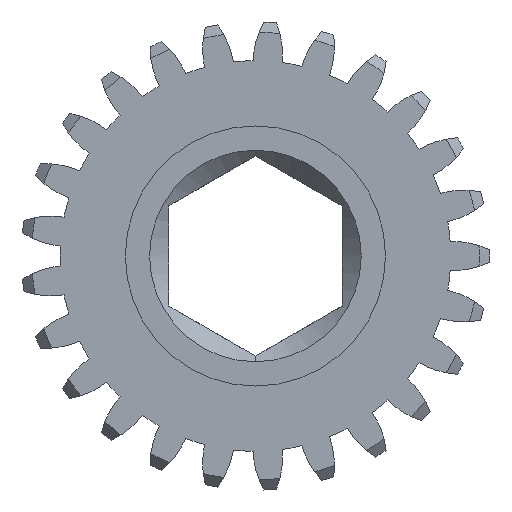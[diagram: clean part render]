
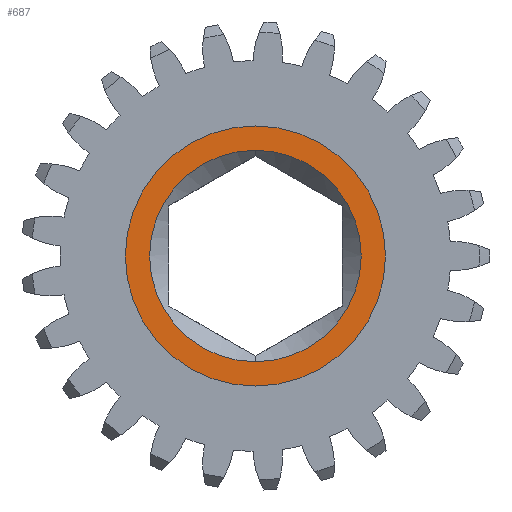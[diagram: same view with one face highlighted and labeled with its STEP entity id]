
A CAD part, left-side view. The second image highlights one B-rep face of the part: STEP entity #687.
In plain terms, the highlighted planar face has unit normal (-1, 0, 0).
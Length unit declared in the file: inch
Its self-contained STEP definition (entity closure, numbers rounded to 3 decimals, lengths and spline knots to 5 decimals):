
#360 = DIRECTION ( 'NONE',  ( 0., 0., 1. ) ) ;
#388 = EDGE_CURVE ( 'NONE', #5346, #1577, #976, .T. ) ;
#430 = ORIENTED_EDGE ( 'NONE', *, *, #388, .F. ) ;
#435 = CARTESIAN_POINT ( 'NONE',  ( -0.0625, 0., 0. ) ) ;
#687 = ADVANCED_FACE ( 'NONE', ( #1841, #1811 ), #5666, .F. ) ;
#962 = DIRECTION ( 'NONE',  ( 0., 0., -1. ) ) ;
#976 = CIRCLE ( 'NONE', #4018, 0.375 ) ;
#983 = CARTESIAN_POINT ( 'NONE',  ( -0.0625, 0., -0.305 ) ) ;
#996 = CARTESIAN_POINT ( 'NONE',  ( -0.0625, 0., 0. ) ) ;
#1027 = DIRECTION ( 'NONE',  ( 0., 0., 1. ) ) ;
#1083 = CARTESIAN_POINT ( 'NONE',  ( -0.0625, 0., 0. ) ) ;
#1140 = DIRECTION ( 'NONE',  ( 0., 0., -1. ) ) ;
#1501 = AXIS2_PLACEMENT_3D ( 'NONE', #6005, #3668, #360 ) ;
#1562 = AXIS2_PLACEMENT_3D ( 'NONE', #5127, #3243, #4666 ) ;
#1572 = DIRECTION ( 'NONE',  ( 1., 0., 0. ) ) ;
#1577 = VERTEX_POINT ( 'NONE', #2062 ) ;
#1811 = FACE_OUTER_BOUND ( 'NONE', #3632, .T. ) ;
#1841 = FACE_BOUND ( 'NONE', #5898, .T. ) ;
#2031 = DIRECTION ( 'NONE',  ( -1., 0., 0. ) ) ;
#2062 = CARTESIAN_POINT ( 'NONE',  ( -0.0625, 0., -0.375 ) ) ;
#2152 = EDGE_CURVE ( 'NONE', #5607, #4616, #2873, .T. ) ;
#2860 = AXIS2_PLACEMENT_3D ( 'NONE', #1083, #1572, #1140 ) ;
#2873 = CIRCLE ( 'NONE', #1501, 0.305 ) ;
#3091 = EDGE_CURVE ( 'NONE', #4616, #5607, #4611, .T. ) ;
#3243 = DIRECTION ( 'NONE',  ( 1., 0., 0. ) ) ;
#3632 = EDGE_LOOP ( 'NONE', ( #5524, #430 ) ) ;
#3668 = DIRECTION ( 'NONE',  ( -1., 0., 0. ) ) ;
#3815 = ORIENTED_EDGE ( 'NONE', *, *, #2152, .F. ) ;
#3845 = CARTESIAN_POINT ( 'NONE',  ( -0.0625, 0., 0.305 ) ) ;
#4018 = AXIS2_PLACEMENT_3D ( 'NONE', #435, #4797, #962 ) ;
#4611 = CIRCLE ( 'NONE', #5612, 0.305 ) ;
#4616 = VERTEX_POINT ( 'NONE', #983 ) ;
#4666 = DIRECTION ( 'NONE',  ( 0., 0., -1. ) ) ;
#4797 = DIRECTION ( 'NONE',  ( 1., 0., 0. ) ) ;
#4955 = CARTESIAN_POINT ( 'NONE',  ( -0.0625, 0., 0.375 ) ) ;
#5085 = EDGE_CURVE ( 'NONE', #1577, #5346, #5352, .T. ) ;
#5127 = CARTESIAN_POINT ( 'NONE',  ( -0.0625, 0., 0. ) ) ;
#5225 = ORIENTED_EDGE ( 'NONE', *, *, #3091, .F. ) ;
#5346 = VERTEX_POINT ( 'NONE', #4955 ) ;
#5352 = CIRCLE ( 'NONE', #2860, 0.375 ) ;
#5524 = ORIENTED_EDGE ( 'NONE', *, *, #5085, .F. ) ;
#5607 = VERTEX_POINT ( 'NONE', #3845 ) ;
#5612 = AXIS2_PLACEMENT_3D ( 'NONE', #996, #2031, #1027 ) ;
#5666 = PLANE ( 'NONE',  #1562 ) ;
#5898 = EDGE_LOOP ( 'NONE', ( #3815, #5225 ) ) ;
#6005 = CARTESIAN_POINT ( 'NONE',  ( -0.0625, 0., 0. ) ) ;
